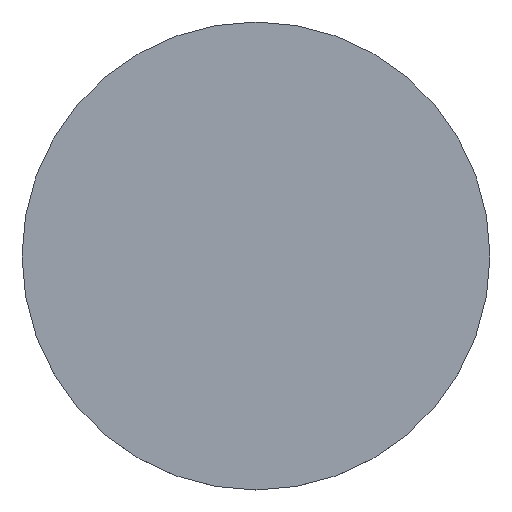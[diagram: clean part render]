
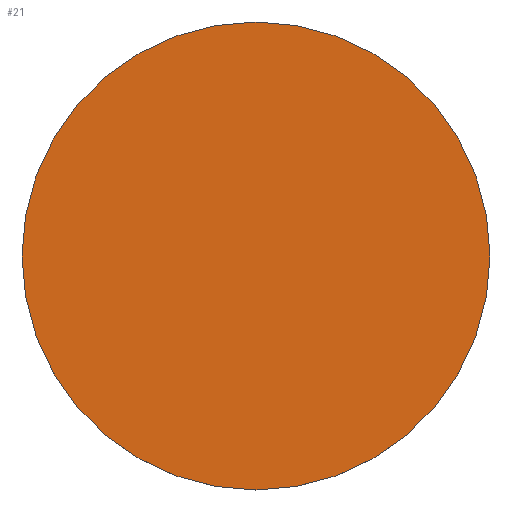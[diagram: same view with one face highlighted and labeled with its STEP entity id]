
A CAD part, top view. The second image highlights one B-rep face of the part: STEP entity #21.
In plain terms, the highlighted planar face has unit normal (0, 0, 1).
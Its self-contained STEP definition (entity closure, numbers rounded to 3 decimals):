
#3 = CIRCLE ( 'NONE', #121, 37.5 ) ;
#8 = EDGE_CURVE ( 'NONE', #70, #115, #3, .T. ) ;
#11 = CARTESIAN_POINT ( 'NONE',  ( 0., 0., 2. ) ) ;
#21 = ADVANCED_FACE ( 'NONE', ( #174 ), #76, .T. ) ;
#24 = AXIS2_PLACEMENT_3D ( 'NONE', #143, #130, #77 ) ;
#56 = DIRECTION ( 'NONE',  ( 1., 0., 0. ) ) ;
#70 = VERTEX_POINT ( 'NONE', #96 ) ;
#73 = CARTESIAN_POINT ( 'NONE',  ( 37.5, 0., 2. ) ) ;
#76 = PLANE ( 'NONE',  #24 ) ;
#77 = DIRECTION ( 'NONE',  ( 1., 0., 0. ) ) ;
#78 = ORIENTED_EDGE ( 'NONE', *, *, #8, .T. ) ;
#86 = CARTESIAN_POINT ( 'NONE',  ( 0., 0., 2. ) ) ;
#88 = ORIENTED_EDGE ( 'NONE', *, *, #168, .T. ) ;
#89 = DIRECTION ( 'NONE',  ( 0., 0., 1. ) ) ;
#96 = CARTESIAN_POINT ( 'NONE',  ( -37.5, 0., 2. ) ) ;
#106 = AXIS2_PLACEMENT_3D ( 'NONE', #11, #89, #56 ) ;
#115 = VERTEX_POINT ( 'NONE', #73 ) ;
#121 = AXIS2_PLACEMENT_3D ( 'NONE', #86, #142, #156 ) ;
#130 = DIRECTION ( 'NONE',  ( 0., 0., 1. ) ) ;
#142 = DIRECTION ( 'NONE',  ( 0., 0., 1. ) ) ;
#143 = CARTESIAN_POINT ( 'NONE',  ( 0., 0., 2. ) ) ;
#147 = CIRCLE ( 'NONE', #106, 37.5 ) ;
#156 = DIRECTION ( 'NONE',  ( 1., 0., 0. ) ) ;
#168 = EDGE_CURVE ( 'NONE', #115, #70, #147, .T. ) ;
#170 = EDGE_LOOP ( 'NONE', ( #78, #88 ) ) ;
#174 = FACE_OUTER_BOUND ( 'NONE', #170, .T. ) ;
